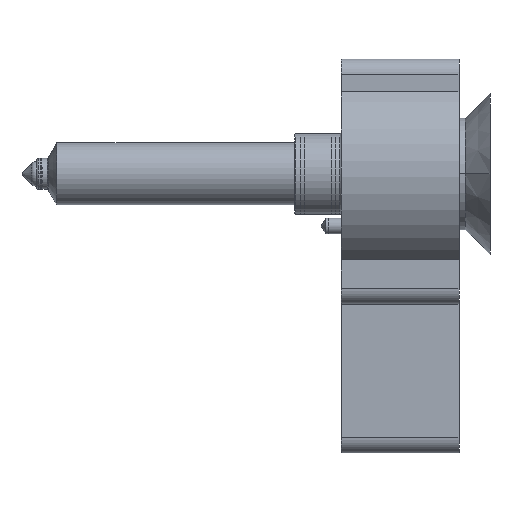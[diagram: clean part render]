
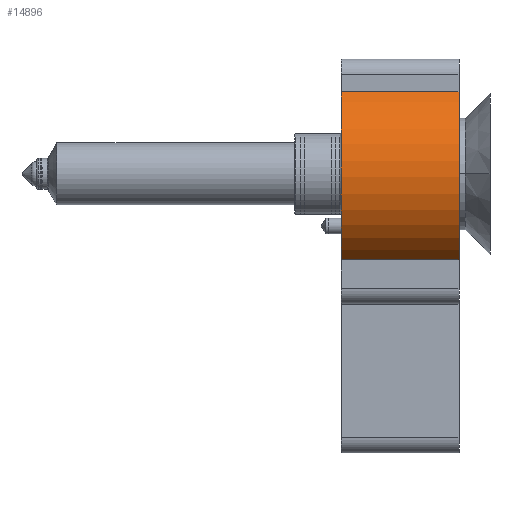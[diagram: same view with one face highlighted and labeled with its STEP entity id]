
A CAD part, top view. The second image highlights one B-rep face of the part: STEP entity #14896.
In plain terms, the highlighted cylindrical face has radius 32 mm (diameter 64 mm), a partial arc.
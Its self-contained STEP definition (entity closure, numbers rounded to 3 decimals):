
#1135 = VECTOR ( 'NONE', #20039, 1000. ) ;
#1462 = VERTEX_POINT ( 'NONE', #17259 ) ;
#1692 = DIRECTION ( 'NONE',  ( 1., 0., 0. ) ) ;
#1891 = CARTESIAN_POINT ( 'NONE',  ( 0., 0., 0. ) ) ;
#2442 = VERTEX_POINT ( 'NONE', #3084 ) ;
#2845 = CIRCLE ( 'NONE', #5728, 32. ) ;
#3084 = CARTESIAN_POINT ( 'NONE',  ( -18., -26.458, -38. ) ) ;
#4035 = CARTESIAN_POINT ( 'NONE',  ( -16., 27.713, -38. ) ) ;
#4101 = DIRECTION ( 'NONE',  ( 0., 0., 1. ) ) ;
#4796 = CARTESIAN_POINT ( 'NONE',  ( 0., 0., -38. ) ) ;
#4998 = EDGE_LOOP ( 'NONE', ( #13937, #5663, #8893, #7153 ) ) ;
#5035 = EDGE_CURVE ( 'NONE', #6111, #1462, #16476, .T. ) ;
#5663 = ORIENTED_EDGE ( 'NONE', *, *, #8247, .F. ) ;
#5728 = AXIS2_PLACEMENT_3D ( 'NONE', #4796, #18992, #12635 ) ;
#6111 = VERTEX_POINT ( 'NONE', #16693 ) ;
#6293 = DIRECTION ( 'NONE',  ( 1., 0., 0. ) ) ;
#7153 = ORIENTED_EDGE ( 'NONE', *, *, #8293, .T. ) ;
#7229 = CARTESIAN_POINT ( 'NONE',  ( -18., -26.458, -38. ) ) ;
#7854 = EDGE_CURVE ( 'NONE', #14631, #2442, #2845, .T. ) ;
#7916 = AXIS2_PLACEMENT_3D ( 'NONE', #1891, #9643, #1692 ) ;
#8247 = EDGE_CURVE ( 'NONE', #14631, #6111, #9873, .T. ) ;
#8293 = EDGE_CURVE ( 'NONE', #2442, #1462, #9366, .T. ) ;
#8893 = ORIENTED_EDGE ( 'NONE', *, *, #7854, .T. ) ;
#9366 = LINE ( 'NONE', #7229, #1135 ) ;
#9643 = DIRECTION ( 'NONE',  ( 0., 0., 1. ) ) ;
#9873 = LINE ( 'NONE', #4035, #13867 ) ;
#12635 = DIRECTION ( 'NONE',  ( 1., 0., 0. ) ) ;
#13867 = VECTOR ( 'NONE', #4101, 1000. ) ;
#13937 = ORIENTED_EDGE ( 'NONE', *, *, #5035, .F. ) ;
#14631 = VERTEX_POINT ( 'NONE', #14797 ) ;
#14797 = CARTESIAN_POINT ( 'NONE',  ( -16., 27.713, -38. ) ) ;
#14896 = ADVANCED_FACE ( 'NONE', ( #15298 ), #19023, .T. ) ;
#15298 = FACE_OUTER_BOUND ( 'NONE', #4998, .T. ) ;
#16476 = CIRCLE ( 'NONE', #7916, 32. ) ;
#16693 = CARTESIAN_POINT ( 'NONE',  ( -16., 27.713, 0. ) ) ;
#17259 = CARTESIAN_POINT ( 'NONE',  ( -18., -26.458, 0. ) ) ;
#17630 = CARTESIAN_POINT ( 'NONE',  ( 0., 0., -38. ) ) ;
#18605 = AXIS2_PLACEMENT_3D ( 'NONE', #17630, #19081, #6293 ) ;
#18992 = DIRECTION ( 'NONE',  ( 0., 0., 1. ) ) ;
#19023 = CYLINDRICAL_SURFACE ( 'NONE', #18605, 32. ) ;
#19081 = DIRECTION ( 'NONE',  ( 0., 0., 1. ) ) ;
#20039 = DIRECTION ( 'NONE',  ( 0., 0., 1. ) ) ;
